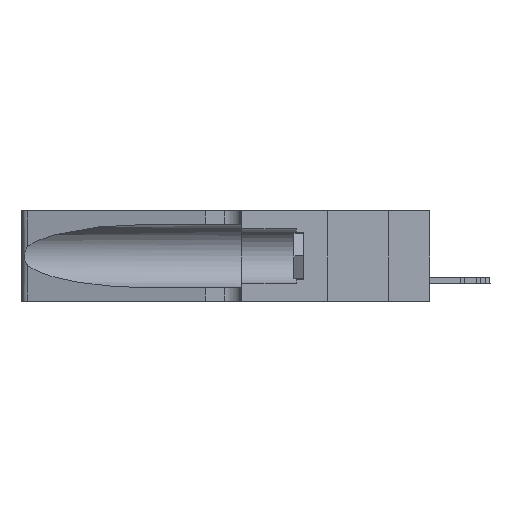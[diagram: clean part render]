
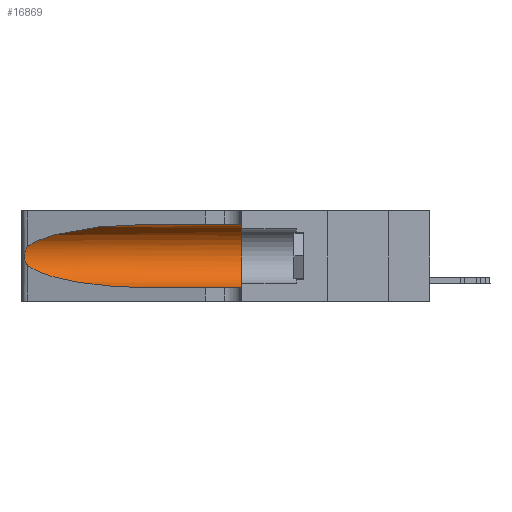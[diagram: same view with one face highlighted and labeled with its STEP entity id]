
A CAD part, left-side view. The second image highlights one B-rep face of the part: STEP entity #16869.
In plain terms, the highlighted cylindrical face has radius 3.308 mm (diameter 6.617 mm), a partial arc.
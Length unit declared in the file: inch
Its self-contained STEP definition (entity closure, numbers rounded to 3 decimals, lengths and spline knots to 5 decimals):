
#2519 = DIRECTION ( 'NONE',  ( 0., -1., 0. ) ) ;
#2593 = AXIS2_PLACEMENT_3D ( 'NONE', #9565, #2519, #34518 ) ;
#3123 = VERTEX_POINT ( 'NONE', #21051 ) ;
#3196 = CARTESIAN_POINT ( 'NONE',  ( 0.1305, 0.72297, 0.31525 ) ) ;
#3226 = CARTESIAN_POINT ( 'NONE',  ( 0.25639, 1.23184, 0.21858 ) ) ;
#3236 = DIRECTION ( 'NONE',  ( 0., -1., 0. ) ) ;
#3271 = CARTESIAN_POINT ( 'NONE',  ( 0.26075, 1.23896, 0.19203 ) ) ;
#3337 = CARTESIAN_POINT ( 'NONE',  ( 0.2373, 1.15595, 0.28018 ) ) ;
#3714 = CARTESIAN_POINT ( 'NONE',  ( 0.1305, 0.35, 0.05475 ) ) ;
#4704 = B_SPLINE_CURVE_WITH_KNOTS ( 'NONE', 3,
 ( #9806, #14599, #3226, #27087, #13754, #42283, #3271, #10462, #28273, #6880, #38253, #45582, #38092, #27869 ),
 .UNSPECIFIED., .F., .F.,
 ( 4, 2, 2, 2, 2, 2, 4 ),
 ( 0., 0.00027, 0.00053, 0.00107, 0.0016, 0.00187, 0.00214 ),
 .UNSPECIFIED. ) ;
#5261 = VERTEX_POINT ( 'NONE', #27645 ) ;
#5615 = CARTESIAN_POINT ( 'NONE',  ( 0.1305, 0.35, 0.31525 ) ) ;
#6880 = CARTESIAN_POINT ( 'NONE',  ( 0.25856, 1.23593, 0.16098 ) ) ;
#8132 = EDGE_CURVE ( 'NONE', #25819, #25420, #19088, .T. ) ;
#9565 = CARTESIAN_POINT ( 'NONE',  ( 0.1305, 1.61858, 0.185 ) ) ;
#9660 = CIRCLE ( 'NONE', #30833, 0.13025 ) ;
#9806 = CARTESIAN_POINT ( 'NONE',  ( 0.25487, 1.22718, 0.22369 ) ) ;
#9900 = EDGE_CURVE ( 'NONE', #25819, #29617, #12576, .T. ) ;
#10462 = CARTESIAN_POINT ( 'NONE',  ( 0.26075, 1.23896, 0.178 ) ) ;
#11151 = VECTOR ( 'NONE', #20720, 39.37008 ) ;
#11618 = CARTESIAN_POINT ( 'NONE',  ( 0.18966, 0.96281, 0.05475 ) ) ;
#11987 = EDGE_LOOP ( 'NONE', ( #17938, #35586, #25204, #29037, #44438, #44673 ) ) ;
#12576 = LINE ( 'NONE', #45655, #32112 ) ;
#13754 = CARTESIAN_POINT ( 'NONE',  ( 0.25854, 1.2359, 0.20912 ) ) ;
#14599 = CARTESIAN_POINT ( 'NONE',  ( 0.25555, 1.22994, 0.2215 ) ) ;
#16542 = EDGE_CURVE ( 'NONE', #25420, #3123, #4704, .T. ) ;
#16869 = ADVANCED_FACE ( 'NONE', ( #43436 ), #32365, .F. ) ;
#17938 = ORIENTED_EDGE ( 'NONE', *, *, #8132, .T. ) ;
#19025 = LINE ( 'NONE', #31417, #11151 ) ;
#19088 =( BOUNDED_CURVE ( )  B_SPLINE_CURVE ( 3, ( #3196, #45849, #3337, #38554 ),
 .UNSPECIFIED., .F., .F. ) 
 B_SPLINE_CURVE_WITH_KNOTS ( ( 4, 4 ),
 ( 1.5708, 2.84003 ),
 .UNSPECIFIED. ) 
 CURVE ( )  GEOMETRIC_REPRESENTATION_ITEM ( )  RATIONAL_B_SPLINE_CURVE ( ( 1., 0.87, 0.87, 1. ) ) 
 REPRESENTATION_ITEM ( '' )  );
#19235 = VERTEX_POINT ( 'NONE', #3714 ) ;
#20720 = DIRECTION ( 'NONE',  ( 0., -1., 0. ) ) ;
#20949 = EDGE_CURVE ( 'NONE', #29617, #19235, #9660, .T. ) ;
#21051 = CARTESIAN_POINT ( 'NONE',  ( 0.25487, 1.22718, 0.14631 ) ) ;
#25204 = ORIENTED_EDGE ( 'NONE', *, *, #31400, .T. ) ;
#25420 = VERTEX_POINT ( 'NONE', #27549 ) ;
#25819 = VERTEX_POINT ( 'NONE', #40480 ) ;
#26280 = DIRECTION ( 'NONE',  ( 0., 0., 1. ) ) ;
#27087 = CARTESIAN_POINT ( 'NONE',  ( 0.25787, 1.23484, 0.2124 ) ) ;
#27549 = CARTESIAN_POINT ( 'NONE',  ( 0.25487, 1.22718, 0.22369 ) ) ;
#27645 = CARTESIAN_POINT ( 'NONE',  ( 0.1305, 0.72297, 0.05475 ) ) ;
#27869 = CARTESIAN_POINT ( 'NONE',  ( 0.25487, 1.22718, 0.14631 ) ) ;
#28273 = CARTESIAN_POINT ( 'NONE',  ( 0.26017, 1.23833, 0.17102 ) ) ;
#28796 =( BOUNDED_CURVE ( )  B_SPLINE_CURVE ( 3, ( #40620, #33635, #11618, #29538 ),
 .UNSPECIFIED., .F., .F. ) 
 B_SPLINE_CURVE_WITH_KNOTS ( ( 4, 4 ),
 ( 3.44316, 4.71239 ),
 .UNSPECIFIED. ) 
 CURVE ( )  GEOMETRIC_REPRESENTATION_ITEM ( )  RATIONAL_B_SPLINE_CURVE ( ( 1., 0.87, 0.87, 1. ) ) 
 REPRESENTATION_ITEM ( '' )  );
#29037 = ORIENTED_EDGE ( 'NONE', *, *, #43253, .T. ) ;
#29538 = CARTESIAN_POINT ( 'NONE',  ( 0.1305, 0.72297, 0.05475 ) ) ;
#29617 = VERTEX_POINT ( 'NONE', #5615 ) ;
#30833 = AXIS2_PLACEMENT_3D ( 'NONE', #33129, #36693, #26280 ) ;
#31400 = EDGE_CURVE ( 'NONE', #3123, #5261, #28796, .T. ) ;
#31417 = CARTESIAN_POINT ( 'NONE',  ( 0.1305, 1.61858, 0.05475 ) ) ;
#32112 = VECTOR ( 'NONE', #3236, 39.37008 ) ;
#32365 = CYLINDRICAL_SURFACE ( 'NONE', #2593, 0.13025 ) ;
#33129 = CARTESIAN_POINT ( 'NONE',  ( 0.1305, 0.35, 0.185 ) ) ;
#33635 = CARTESIAN_POINT ( 'NONE',  ( 0.2373, 1.15595, 0.08982 ) ) ;
#34518 = DIRECTION ( 'NONE',  ( 0., 0., -1. ) ) ;
#35586 = ORIENTED_EDGE ( 'NONE', *, *, #16542, .T. ) ;
#36693 = DIRECTION ( 'NONE',  ( 0., 1., 0. ) ) ;
#38092 = CARTESIAN_POINT ( 'NONE',  ( 0.25555, 1.22993, 0.14849 ) ) ;
#38253 = CARTESIAN_POINT ( 'NONE',  ( 0.25789, 1.23486, 0.15765 ) ) ;
#38554 = CARTESIAN_POINT ( 'NONE',  ( 0.25487, 1.22718, 0.22369 ) ) ;
#40480 = CARTESIAN_POINT ( 'NONE',  ( 0.1305, 0.72297, 0.31525 ) ) ;
#40620 = CARTESIAN_POINT ( 'NONE',  ( 0.25487, 1.22718, 0.14631 ) ) ;
#42283 = CARTESIAN_POINT ( 'NONE',  ( 0.26018, 1.23835, 0.19895 ) ) ;
#43253 = EDGE_CURVE ( 'NONE', #5261, #19235, #19025, .T. ) ;
#43436 = FACE_OUTER_BOUND ( 'NONE', #11987, .T. ) ;
#44438 = ORIENTED_EDGE ( 'NONE', *, *, #20949, .F. ) ;
#44673 = ORIENTED_EDGE ( 'NONE', *, *, #9900, .F. ) ;
#45582 = CARTESIAN_POINT ( 'NONE',  ( 0.25639, 1.23186, 0.15144 ) ) ;
#45655 = CARTESIAN_POINT ( 'NONE',  ( 0.1305, 1.61858, 0.31525 ) ) ;
#45849 = CARTESIAN_POINT ( 'NONE',  ( 0.18966, 0.96281, 0.31525 ) ) ;
